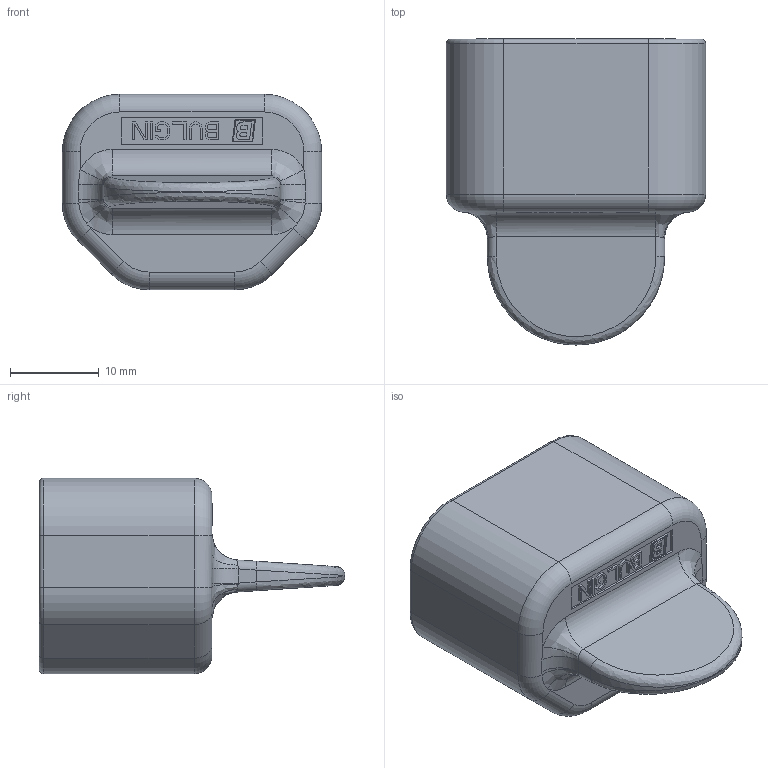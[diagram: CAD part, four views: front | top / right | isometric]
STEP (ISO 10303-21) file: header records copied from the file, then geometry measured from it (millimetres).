
FILE_DESCRIPTION (( 'STEP AP214' ), '1' );
FILE_NAME ('ACACC-BC1-LC_3D.step', '2023-10-17T07:18:00', ( '' ), ( '' ), 'SwSTEP 2.0', 'SolidWorks 2022', '' );
FILE_SCHEMA (( 'AUTOMOTIVE_DESIGN' ));
Length unit declared in the file: millimetre
Products named in the file (1): ACACC-BC1-LC_3D
Bounding box: 29.25 x 34.5 x 22.05 mm (x, y, z)
Volume: 6312.1 mm3; surface area: 4871.3 mm2
Topology: 1 solids, 1 shells, 297 faces, 765 edges, 488 vertices
Faces by surface type: plane 211, cylinder 39, bspline 29, torus 18
Entity records: 9817 total; most frequent: CARTESIAN_POINT 2732, ORIENTED_EDGE 1530, DIRECTION 1323, EDGE_CURVE 765, LINE 609, VECTOR 609, VERTEX_POINT 488, AXIS2_PLACEMENT_3D 357
